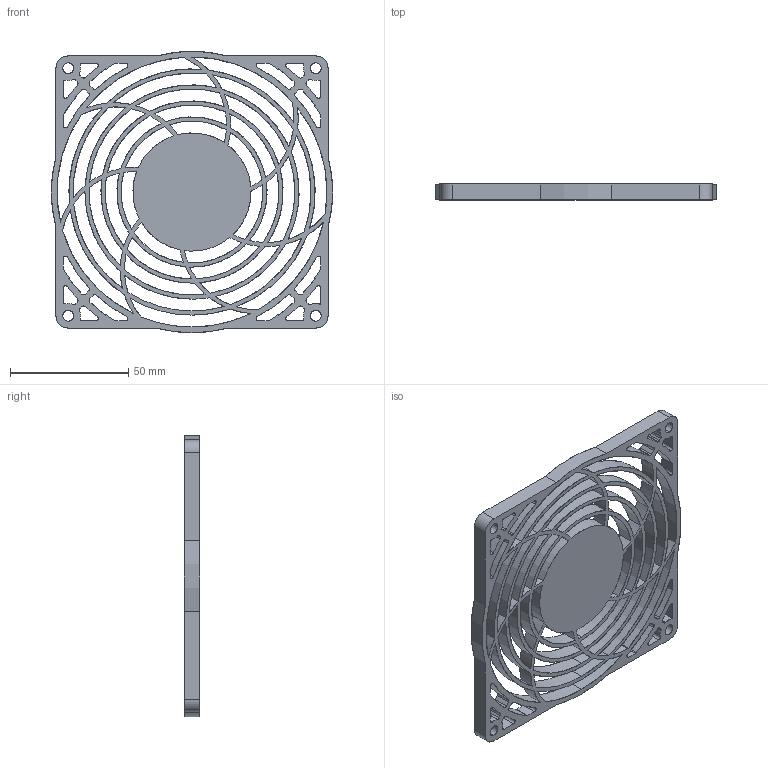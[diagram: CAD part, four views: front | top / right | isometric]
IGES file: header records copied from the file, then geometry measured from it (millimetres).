
Start section: SolidWorks IGES file using analytic representation for surfaces
Global section: file name: SC120_P71.IGS; native system: SolidWorks 2021; preprocessor: SolidWorks 2021; author: DDI; date: 230405.134411; units: millimetre
Bounding box: 119.1 x 6.6 x 119.1 mm (x, y, z)
Surface area: 38853 mm2 (no closed solid volume)
Topology: 0 solids, 0 shells, 317 faces, 3820 edges, 3820 vertices
Faces by surface type: revolution 275, bspline 42
